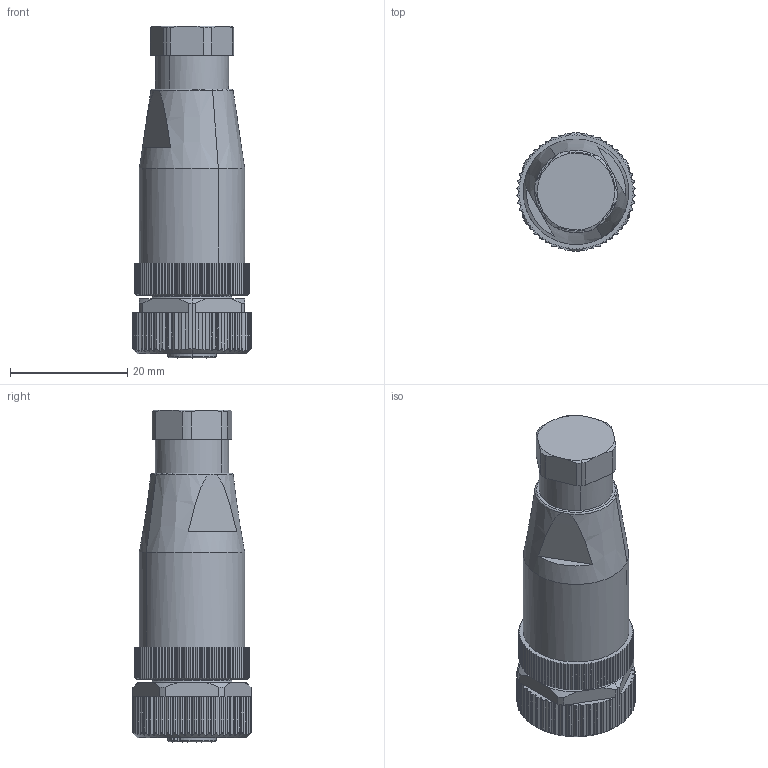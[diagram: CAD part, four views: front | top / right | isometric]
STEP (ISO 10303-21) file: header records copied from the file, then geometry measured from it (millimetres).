
FILE_DESCRIPTION(('CATIA V5 STEP Exchange','CAx-IF Rec.Pracs.--- Model Styling and Organization---1.5--- 2016-08-15','CAx-IF Rec.Pracs.---Supplemental Geometry---1.0---2011-11-01','CAx-IF Rec.Pracs.--- Composite Materials ---1.1---2010-07-15'),'2;1');
FILE_NAME ('034259-2_0', '2025-11-26T09:39:30+00:00', ('none'), ('Weidmueller'), 'CATIA Version 5-6 Release 2024 SP4', 'CATIA V5 STEP AP214 v3', 'none');
FILE_SCHEMA(('AUTOMOTIVE_DESIGN { 1 0 10303 214 1 1 1 1 }'));
Length unit declared in the file: millimetre
Products named in the file (1): 9457250000
Bounding box: 20.16 x 20.2 x 56.7 mm (x, y, z)
Volume: 12258.3 mm3; surface area: 4774.7 mm2
Topology: 1 solids, 1 shells, 680 faces, 1948 edges, 1285 vertices
Faces by surface type: plane 366, cylinder 259, cone 44, torus 8, sphere 3
Entity records: 24403 total; most frequent: CARTESIAN_POINT 7486, ORIENTED_EDGE 3892, DIRECTION 2656, EDGE_CURVE 1946, VERTEX_POINT 1285, VECTOR 994, LINE 994, AXIS2_PLACEMENT_3D 987
